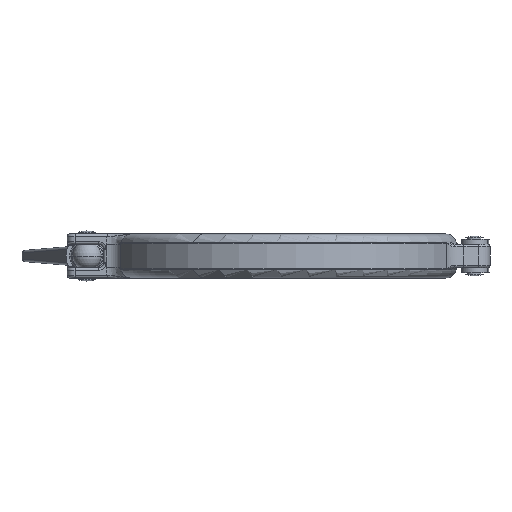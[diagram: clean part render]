
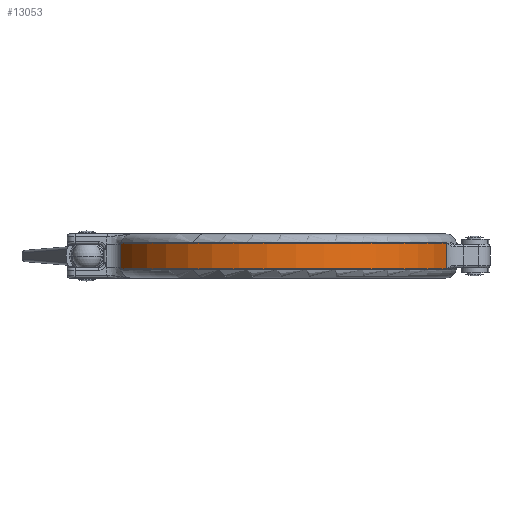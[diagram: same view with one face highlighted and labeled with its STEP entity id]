
A CAD part, front view. The second image highlights one B-rep face of the part: STEP entity #13053.
In plain terms, the highlighted cylindrical face has radius 66.35 mm (diameter 132.7 mm), a partial arc.
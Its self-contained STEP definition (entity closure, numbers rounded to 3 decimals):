
#170 = ORIENTED_EDGE ( 'NONE', *, *, #10198, .T. ) ;
#332 = CARTESIAN_POINT ( 'NONE',  ( 62.396, -22.561, 4.872 ) ) ;
#460 = CIRCLE ( 'NONE', #7485, 66.35 ) ;
#522 = DIRECTION ( 'NONE',  ( 0., 0., 1. ) ) ;
#558 = VERTEX_POINT ( 'NONE', #332 ) ;
#960 = VECTOR ( 'NONE', #522, 1000. ) ;
#1278 = EDGE_CURVE ( 'NONE', #14443, #558, #11293, .T. ) ;
#1517 = ORIENTED_EDGE ( 'NONE', *, *, #6082, .T. ) ;
#1550 = VECTOR ( 'NONE', #2844, 1000. ) ;
#1858 = EDGE_CURVE ( 'NONE', #12633, #14443, #460, .T. ) ;
#2844 = DIRECTION ( 'NONE',  ( 0., 0., -1. ) ) ;
#2917 = LINE ( 'NONE', #12417, #1550 ) ;
#3129 = CARTESIAN_POINT ( 'NONE',  ( -63.208, -20.176, 4.872 ) ) ;
#3132 = FACE_OUTER_BOUND ( 'NONE', #12946, .T. ) ;
#3556 = ORIENTED_EDGE ( 'NONE', *, *, #1858, .T. ) ;
#4167 = CYLINDRICAL_SURFACE ( 'NONE', #6385, 66.35 ) ;
#4239 = DIRECTION ( 'NONE',  ( -1., 0., 0. ) ) ;
#4318 = DIRECTION ( 'NONE',  ( 0., 0., -1. ) ) ;
#4542 = DIRECTION ( 'NONE',  ( 1., 0., 0. ) ) ;
#4679 = CARTESIAN_POINT ( 'NONE',  ( 0., 0., -4.872 ) ) ;
#4952 = VERTEX_POINT ( 'NONE', #3129 ) ;
#5248 = CARTESIAN_POINT ( 'NONE',  ( 62.396, -22.561, -4.872 ) ) ;
#5261 = DIRECTION ( 'NONE',  ( 0., 0., -1. ) ) ;
#6082 = EDGE_CURVE ( 'NONE', #558, #4952, #7000, .T. ) ;
#6385 = AXIS2_PLACEMENT_3D ( 'NONE', #11211, #5261, #4239 ) ;
#7000 = CIRCLE ( 'NONE', #8251, 66.35 ) ;
#7485 = AXIS2_PLACEMENT_3D ( 'NONE', #4679, #10944, #9460 ) ;
#8251 = AXIS2_PLACEMENT_3D ( 'NONE', #15286, #4318, #4542 ) ;
#9460 = DIRECTION ( 'NONE',  ( -1., 0., 0. ) ) ;
#10193 = CARTESIAN_POINT ( 'NONE',  ( 62.396, -22.561, 8.5 ) ) ;
#10198 = EDGE_CURVE ( 'NONE', #4952, #12633, #2917, .T. ) ;
#10699 = CARTESIAN_POINT ( 'NONE',  ( -63.208, -20.176, -4.872 ) ) ;
#10944 = DIRECTION ( 'NONE',  ( 0., 0., 1. ) ) ;
#11211 = CARTESIAN_POINT ( 'NONE',  ( 0., 0., 8.5 ) ) ;
#11293 = LINE ( 'NONE', #10193, #960 ) ;
#12417 = CARTESIAN_POINT ( 'NONE',  ( -63.208, -20.176, 8.5 ) ) ;
#12633 = VERTEX_POINT ( 'NONE', #10699 ) ;
#12946 = EDGE_LOOP ( 'NONE', ( #13448, #1517, #170, #3556 ) ) ;
#13053 = ADVANCED_FACE ( 'NONE', ( #3132 ), #4167, .T. ) ;
#13448 = ORIENTED_EDGE ( 'NONE', *, *, #1278, .T. ) ;
#14443 = VERTEX_POINT ( 'NONE', #5248 ) ;
#15286 = CARTESIAN_POINT ( 'NONE',  ( 0., 0., 4.872 ) ) ;
